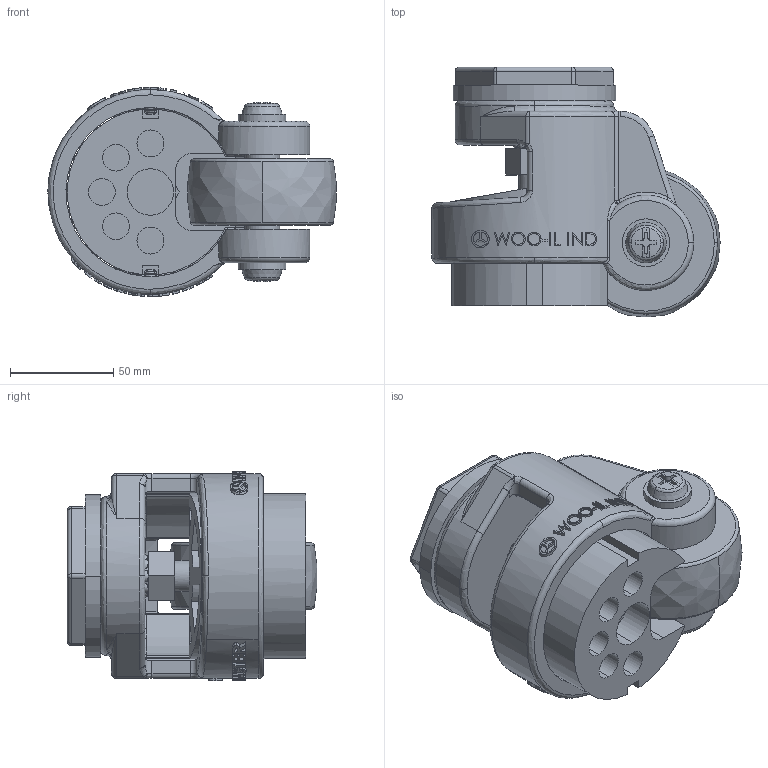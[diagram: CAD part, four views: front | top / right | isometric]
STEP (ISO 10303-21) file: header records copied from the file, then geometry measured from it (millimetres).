
FILE_DESCRIPTION (( 'STEP AP214' ), '1' );
FILE_NAME ('WI-120S.STEP', '2022-01-24T11:03:24', ( '' ), ( '' ), 'SwSTEP 2.0', 'SolidWorks 2019', '' );
FILE_SCHEMA (( 'AUTOMOTIVE_DESIGN' ));
Length unit declared in the file: millimetre
Products named in the file (1): WI-120S
Bounding box: 139.4 x 120.84 x 101.15 mm (x, y, z)
Volume: 657969.5 mm3; surface area: 116113.5 mm2
Topology: 1 solids, 1 shells, 701 faces, 1828 edges, 1170 vertices
Faces by surface type: plane 309, cylinder 181, bspline 161, sphere 34, torus 9, cone 7
Entity records: 30889 total; most frequent: CARTESIAN_POINT 14978, ORIENTED_EDGE 3626, DIRECTION 2945, EDGE_CURVE 1813, VERTEX_POINT 1170, AXIS2_PLACEMENT_3D 1102, EDGE_LOOP 761, VECTOR 741
